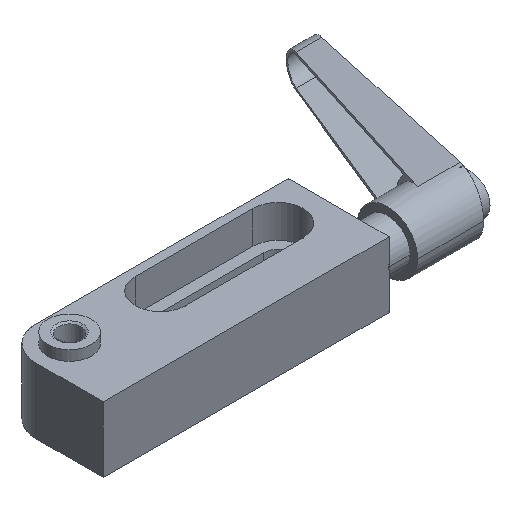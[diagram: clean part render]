
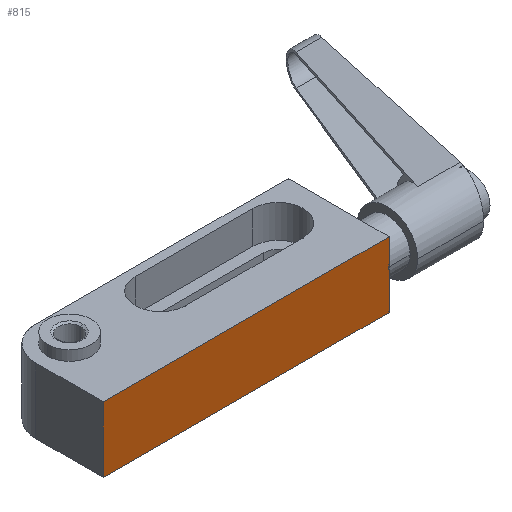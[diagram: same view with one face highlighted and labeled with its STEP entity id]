
A CAD part, isometric view. The second image highlights one B-rep face of the part: STEP entity #815.
In plain terms, the highlighted planar face has unit normal (0, -1, 0).
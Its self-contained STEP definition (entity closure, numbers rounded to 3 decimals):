
#437=EDGE_CURVE('',#825,#893,#1177,.T.);
#815=ADVANCED_FACE('',(#1600),#1601,.T.);
#817=EDGE_CURVE('',#839,#825,#1603,.T.);
#825=VERTEX_POINT('',#1613);
#831=EDGE_CURVE('',#839,#863,#1619,.T.);
#839=VERTEX_POINT('',#1629);
#859=EDGE_CURVE('',#893,#863,#1651,.T.);
#863=VERTEX_POINT('',#1655);
#893=VERTEX_POINT('',#1688);
#1177=LINE('',#2016,#2017);
#1600=FACE_OUTER_BOUND('',#2637,.T.);
#1601=PLANE('',#2638);
#1603=LINE('',#2641,#2642);
#1613=CARTESIAN_POINT('',(75.0,-20.0,0.0));
#1619=LINE('',#2659,#2660);
#1629=CARTESIAN_POINT('',(-10.0,-20.0,0.0));
#1651=LINE('',#2699,#2700);
#1655=CARTESIAN_POINT('',(-10.0,-20.0,19.5));
#1688=CARTESIAN_POINT('',(75.0,-20.0,19.5));
#2016=CARTESIAN_POINT('',(75.0,-20.0,0.0));
#2017=VECTOR('',#3130,1.0);
#2637=EDGE_LOOP('',(#3621,#3622,#3623,#3624));
#2638=AXIS2_PLACEMENT_3D('',#3625,#3626,#3627);
#2641=CARTESIAN_POINT('',(-10.0,-20.0,0.0));
#2642=VECTOR('',#3628,1.0);
#2659=CARTESIAN_POINT('',(-10.0,-20.0,0.0));
#2660=VECTOR('',#3646,1.0);
#2699=CARTESIAN_POINT('',(-10.0,-20.0,19.5));
#2700=VECTOR('',#3689,1.0);
#3130=DIRECTION('',(0.0,0.0,1.0));
#3621=ORIENTED_EDGE('',*,*,#859,.T.);
#3622=ORIENTED_EDGE('',*,*,#831,.F.);
#3623=ORIENTED_EDGE('',*,*,#817,.T.);
#3624=ORIENTED_EDGE('',*,*,#437,.T.);
#3625=CARTESIAN_POINT('',(75.0,-20.0,0.0));
#3626=DIRECTION('',(0.0,-1.0,0.0));
#3627=DIRECTION('',(0.0,0.0,-1.0));
#3628=DIRECTION('',(1.0,0.0,0.0));
#3646=DIRECTION('',(0.0,0.0,1.0));
#3689=DIRECTION('',(-1.0,0.0,0.0));
